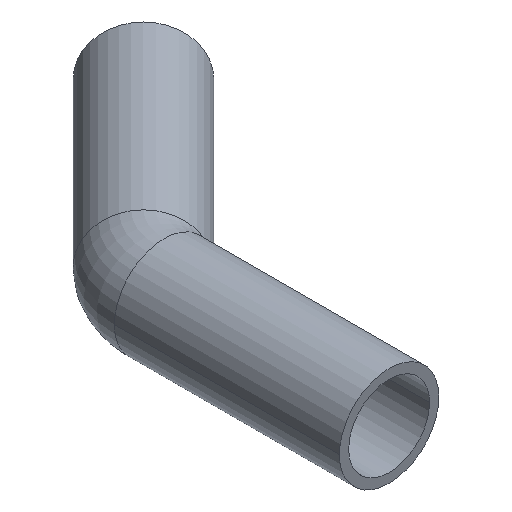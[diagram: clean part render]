
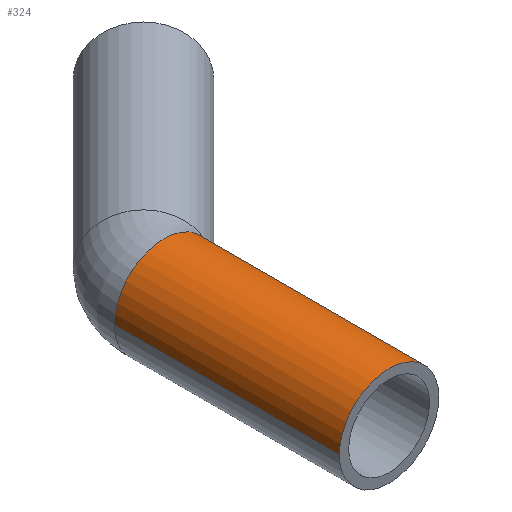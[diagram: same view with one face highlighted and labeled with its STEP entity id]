
A CAD part, isometric view. The second image highlights one B-rep face of the part: STEP entity #324.
In plain terms, the highlighted cylindrical face has radius 16 mm (diameter 32 mm), a partial arc.
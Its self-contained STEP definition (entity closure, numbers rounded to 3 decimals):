
#1 = LINE ( 'NONE', #136, #56 ) ;
#4 = LINE ( 'NONE', #137, #401 ) ;
#24 = ORIENTED_EDGE ( 'NONE', *, *, #377, .F. ) ;
#37 = DIRECTION ( 'NONE',  ( 0., 0., 1. ) ) ;
#56 = VECTOR ( 'NONE', #263, 1000. ) ;
#68 = CARTESIAN_POINT ( 'NONE',  ( 0., 0., 0. ) ) ;
#69 = CARTESIAN_POINT ( 'NONE',  ( 0., 0., 0. ) ) ;
#75 = AXIS2_PLACEMENT_3D ( 'NONE', #68, #196, #327 ) ;
#87 = VERTEX_POINT ( 'NONE', #182 ) ;
#111 = CIRCLE ( 'NONE', #165, 16. ) ;
#112 = ORIENTED_EDGE ( 'NONE', *, *, #359, .T. ) ;
#136 = CARTESIAN_POINT ( 'NONE',  ( 16., 0., 0. ) ) ;
#137 = CARTESIAN_POINT ( 'NONE',  ( -16., 0., 0. ) ) ;
#165 = AXIS2_PLACEMENT_3D ( 'NONE', #200, #331, #37 ) ;
#167 = DIRECTION ( 'NONE',  ( 0., 1., 0. ) ) ;
#168 = CARTESIAN_POINT ( 'NONE',  ( -16., 72.373, 0. ) ) ;
#182 = CARTESIAN_POINT ( 'NONE',  ( -16., 0., 0. ) ) ;
#189 = VERTEX_POINT ( 'NONE', #284 ) ;
#196 = DIRECTION ( 'NONE',  ( 0., 1., 0. ) ) ;
#200 = CARTESIAN_POINT ( 'NONE',  ( 0., 72.373, 0. ) ) ;
#228 = FACE_OUTER_BOUND ( 'NONE', #345, .T. ) ;
#235 = AXIS2_PLACEMENT_3D ( 'NONE', #69, #167, #296 ) ;
#254 = VERTEX_POINT ( 'NONE', #323 ) ;
#263 = DIRECTION ( 'NONE',  ( 0., 1., 0. ) ) ;
#266 = DIRECTION ( 'NONE',  ( 0., 1., 0. ) ) ;
#284 = CARTESIAN_POINT ( 'NONE',  ( 16., 72.373, 0. ) ) ;
#296 = DIRECTION ( 'NONE',  ( 0., 0., 1. ) ) ;
#323 = CARTESIAN_POINT ( 'NONE',  ( 16., 0., 0. ) ) ;
#324 = ADVANCED_FACE ( 'NONE', ( #228 ), #360, .T. ) ;
#327 = DIRECTION ( 'NONE',  ( -1., 0., 0. ) ) ;
#331 = DIRECTION ( 'NONE',  ( 0., 1., 0. ) ) ;
#345 = EDGE_LOOP ( 'NONE', ( #112, #400, #24, #378 ) ) ;
#359 = EDGE_CURVE ( 'NONE', #87, #254, #426, .T. ) ;
#360 = CYLINDRICAL_SURFACE ( 'NONE', #75, 16. ) ;
#364 = EDGE_CURVE ( 'NONE', #254, #189, #1, .T. ) ;
#377 = EDGE_CURVE ( 'NONE', #383, #189, #111, .T. ) ;
#378 = ORIENTED_EDGE ( 'NONE', *, *, #390, .F. ) ;
#383 = VERTEX_POINT ( 'NONE', #168 ) ;
#390 = EDGE_CURVE ( 'NONE', #87, #383, #4, .T. ) ;
#400 = ORIENTED_EDGE ( 'NONE', *, *, #364, .T. ) ;
#401 = VECTOR ( 'NONE', #266, 1000. ) ;
#426 = CIRCLE ( 'NONE', #235, 16. ) ;
